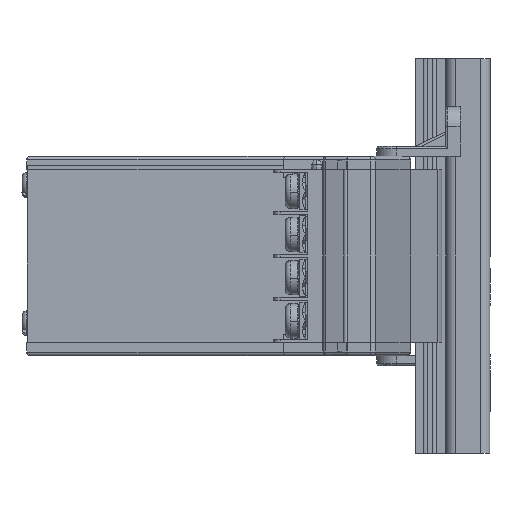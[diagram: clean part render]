
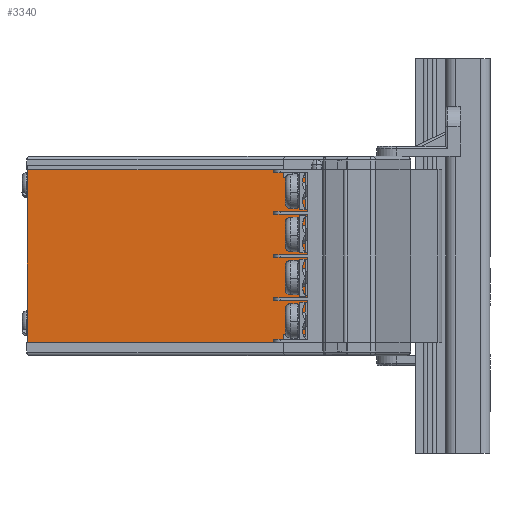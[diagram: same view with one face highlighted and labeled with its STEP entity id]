
A CAD part, left-side view. The second image highlights one B-rep face of the part: STEP entity #3340.
In plain terms, the highlighted planar face has unit normal (-1, 0, 0.002).
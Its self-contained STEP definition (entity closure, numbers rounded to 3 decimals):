
#259 = AXIS2_PLACEMENT_3D ( 'NONE', #8602, #3275, #17103 ) ;
#1545 = ORIENTED_EDGE ( 'NONE', *, *, #29800, .T. ) ;
#2734 = VECTOR ( 'NONE', #25724, 1000. ) ;
#3019 = LINE ( 'NONE', #7681, #24622 ) ;
#3275 = DIRECTION ( 'NONE',  ( -1., 0., 0. ) ) ;
#3340 = ADVANCED_FACE ( 'NONE', ( #15004 ), #28376, .T. ) ;
#6190 = ORIENTED_EDGE ( 'NONE', *, *, #8360, .T. ) ;
#7681 = CARTESIAN_POINT ( 'NONE',  ( -35., 31., 0. ) ) ;
#8360 = EDGE_CURVE ( 'NONE', #22547, #32724, #19480, .T. ) ;
#8602 = CARTESIAN_POINT ( 'NONE',  ( -35., 31., -35.8 ) ) ;
#8762 = CARTESIAN_POINT ( 'NONE',  ( -35., 31., -35.8 ) ) ;
#10178 = VECTOR ( 'NONE', #33850, 1000. ) ;
#11641 = CARTESIAN_POINT ( 'NONE',  ( -35., 31., -35.8 ) ) ;
#12786 = ORIENTED_EDGE ( 'NONE', *, *, #21133, .F. ) ;
#14921 = EDGE_CURVE ( 'NONE', #22547, #19382, #16162, .T. ) ;
#15004 = FACE_OUTER_BOUND ( 'NONE', #26212, .T. ) ;
#16162 = LINE ( 'NONE', #8762, #17939 ) ;
#16597 = CARTESIAN_POINT ( 'NONE',  ( -35., -31., -35.8 ) ) ;
#17067 = CARTESIAN_POINT ( 'NONE',  ( -35., 31., -35.8 ) ) ;
#17103 = DIRECTION ( 'NONE',  ( 0., 0., 1. ) ) ;
#17939 = VECTOR ( 'NONE', #28656, 1000. ) ;
#18030 = VERTEX_POINT ( 'NONE', #33468 ) ;
#19382 = VERTEX_POINT ( 'NONE', #19523 ) ;
#19480 = LINE ( 'NONE', #17067, #2734 ) ;
#19523 = CARTESIAN_POINT ( 'NONE',  ( -35., 31., 0. ) ) ;
#21133 = EDGE_CURVE ( 'NONE', #19382, #18030, #3019, .T. ) ;
#21464 = DIRECTION ( 'NONE',  ( 0., -1., 0. ) ) ;
#22547 = VERTEX_POINT ( 'NONE', #11641 ) ;
#24622 = VECTOR ( 'NONE', #21464, 1000. ) ;
#25134 = CARTESIAN_POINT ( 'NONE',  ( -35., -31., -35.8 ) ) ;
#25724 = DIRECTION ( 'NONE',  ( 0., -1., 0. ) ) ;
#26212 = EDGE_LOOP ( 'NONE', ( #12786, #35193, #6190, #1545 ) ) ;
#28376 = PLANE ( 'NONE',  #259 ) ;
#28656 = DIRECTION ( 'NONE',  ( 0., 0., 1. ) ) ;
#29800 = EDGE_CURVE ( 'NONE', #32724, #18030, #34540, .T. ) ;
#32724 = VERTEX_POINT ( 'NONE', #16597 ) ;
#33468 = CARTESIAN_POINT ( 'NONE',  ( -35., -31., 0. ) ) ;
#33850 = DIRECTION ( 'NONE',  ( 0., 0., 1. ) ) ;
#34540 = LINE ( 'NONE', #25134, #10178 ) ;
#35193 = ORIENTED_EDGE ( 'NONE', *, *, #14921, .F. ) ;
